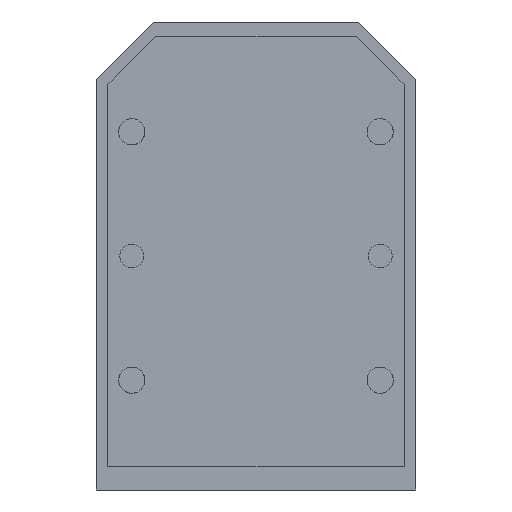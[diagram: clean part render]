
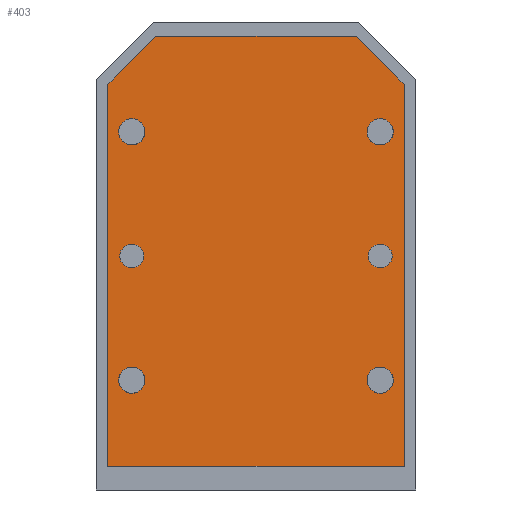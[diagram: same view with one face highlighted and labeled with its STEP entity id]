
A CAD part, left-side view. The second image highlights one B-rep face of the part: STEP entity #403.
In plain terms, the highlighted planar face has unit normal (-1, 0, 0).
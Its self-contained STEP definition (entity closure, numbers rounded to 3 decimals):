
#403 = ADVANCED_FACE( '', ( #903, #904, #905, #906, #907, #908, #909 ), #910, .F. );
#903 = FACE_BOUND( '', #1403, .T. );
#904 = FACE_BOUND( '', #1404, .T. );
#905 = FACE_BOUND( '', #1405, .T. );
#906 = FACE_BOUND( '', #1406, .T. );
#907 = FACE_BOUND( '', #1407, .T. );
#908 = FACE_BOUND( '', #1408, .T. );
#909 = FACE_OUTER_BOUND( '', #1409, .T. );
#910 = PLANE( '', #1410 );
#1403 = EDGE_LOOP( '', ( #2274 ) );
#1404 = EDGE_LOOP( '', ( #2275 ) );
#1405 = EDGE_LOOP( '', ( #2276 ) );
#1406 = EDGE_LOOP( '', ( #2277 ) );
#1407 = EDGE_LOOP( '', ( #2278 ) );
#1408 = EDGE_LOOP( '', ( #2279 ) );
#1409 = EDGE_LOOP( '', ( #2280, #2281, #2282, #2283, #2284, #2285 ) );
#1410 = AXIS2_PLACEMENT_3D( '', #2286, #2287, #2288 );
#2274 = ORIENTED_EDGE( '', *, *, #2392, .T. );
#2275 = ORIENTED_EDGE( '', *, *, #2534, .T. );
#2276 = ORIENTED_EDGE( '', *, *, #2550, .T. );
#2277 = ORIENTED_EDGE( '', *, *, #2557, .T. );
#2278 = ORIENTED_EDGE( '', *, *, #2414, .T. );
#2279 = ORIENTED_EDGE( '', *, *, #2428, .T. );
#2280 = ORIENTED_EDGE( '', *, *, #2373, .F. );
#2281 = ORIENTED_EDGE( '', *, *, #2309, .F. );
#2282 = ORIENTED_EDGE( '', *, *, #2559, .F. );
#2283 = ORIENTED_EDGE( '', *, *, #2319, .F. );
#2284 = ORIENTED_EDGE( '', *, *, #2340, .F. );
#2285 = ORIENTED_EDGE( '', *, *, #2314, .F. );
#2286 = CARTESIAN_POINT( '', ( -120., 31., 95. ) );
#2287 = DIRECTION( '', ( 1., 0., 0. ) );
#2288 = DIRECTION( '', ( 0., -0.707, 0.707 ) );
#2309 = EDGE_CURVE( '', #2641, #2643, #2644, .T. );
#2314 = EDGE_CURVE( '', #2650, #2652, #2653, .T. );
#2319 = EDGE_CURVE( '', #2659, #2661, #2662, .T. );
#2340 = EDGE_CURVE( '', #2652, #2659, #2692, .T. );
#2373 = EDGE_CURVE( '', #2643, #2650, #2746, .T. );
#2392 = EDGE_CURVE( '', #2774, #2774, #2775, .T. );
#2414 = EDGE_CURVE( '', #2810, #2810, #2811, .T. );
#2428 = EDGE_CURVE( '', #2830, #2830, #2831, .T. );
#2534 = EDGE_CURVE( '', #2987, #2987, #2988, .T. );
#2550 = EDGE_CURVE( '', #3006, #3006, #3007, .T. );
#2557 = EDGE_CURVE( '', #3013, #3013, #3014, .T. );
#2559 = EDGE_CURVE( '', #2661, #2641, #3016, .T. );
#2641 = VERTEX_POINT( '', #3108 );
#2643 = VERTEX_POINT( '', #3111 );
#2644 = LINE( '', #3112, #3113 );
#2650 = VERTEX_POINT( '', #3121 );
#2652 = VERTEX_POINT( '', #3124 );
#2653 = LINE( '', #3125, #3126 );
#2659 = VERTEX_POINT( '', #3134 );
#2661 = VERTEX_POINT( '', #3137 );
#2662 = LINE( '', #3138, #3139 );
#2692 = LINE( '', #3174, #3175 );
#2746 = LINE( '', #3236, #3237 );
#2774 = VERTEX_POINT( '', #3271 );
#2775 = CIRCLE( '', #3272, 2.51 );
#2810 = VERTEX_POINT( '', #3308 );
#2811 = CIRCLE( '', #3309, 2.75 );
#2830 = VERTEX_POINT( '', #3328 );
#2831 = CIRCLE( '', #3329, 2.75 );
#2987 = VERTEX_POINT( '', #3518 );
#2988 = CIRCLE( '', #3519, 2.51 );
#3006 = VERTEX_POINT( '', #3540 );
#3007 = CIRCLE( '', #3541, 2.75 );
#3013 = VERTEX_POINT( '', #3548 );
#3014 = CIRCLE( '', #3549, 2.75 );
#3016 = LINE( '', #3551, #3552 );
#3108 = CARTESIAN_POINT( '', ( -120., -31., 5. ) );
#3111 = CARTESIAN_POINT( '', ( -120., 31., 5. ) );
#3112 = CARTESIAN_POINT( '', ( -120., -31., 5. ) );
#3113 = VECTOR( '', #3648, 1000. );
#3121 = CARTESIAN_POINT( '', ( -120., 31., 85. ) );
#3124 = CARTESIAN_POINT( '', ( -120., 21., 95. ) );
#3125 = CARTESIAN_POINT( '', ( -120., 31., 85. ) );
#3126 = VECTOR( '', #3652, 1000. );
#3134 = CARTESIAN_POINT( '', ( -120., -21., 95. ) );
#3137 = CARTESIAN_POINT( '', ( -120., -31., 85. ) );
#3138 = CARTESIAN_POINT( '', ( -120., -21., 95. ) );
#3139 = VECTOR( '', #3656, 1000. );
#3174 = CARTESIAN_POINT( '', ( -120., 21., 95. ) );
#3175 = VECTOR( '', #3686, 1000. );
#3236 = CARTESIAN_POINT( '', ( -120., 31., 5. ) );
#3237 = VECTOR( '', #3742, 1000. );
#3271 = CARTESIAN_POINT( '', ( -120., -24.225, 50.775 ) );
#3272 = AXIS2_PLACEMENT_3D( '', #3761, #3762, #3763 );
#3308 = CARTESIAN_POINT( '', ( -120., -24.055, 76.945 ) );
#3309 = AXIS2_PLACEMENT_3D( '', #3804, #3805, #3806 );
#3328 = CARTESIAN_POINT( '', ( -120., 27.945, 76.945 ) );
#3329 = AXIS2_PLACEMENT_3D( '', #3825, #3826, #3827 );
#3518 = CARTESIAN_POINT( '', ( -120., 27.775, 50.775 ) );
#3519 = AXIS2_PLACEMENT_3D( '', #3966, #3967, #3968 );
#3540 = CARTESIAN_POINT( '', ( -120., 27.945, 24.945 ) );
#3541 = AXIS2_PLACEMENT_3D( '', #3978, #3979, #3980 );
#3548 = CARTESIAN_POINT( '', ( -120., -24.055, 24.945 ) );
#3549 = AXIS2_PLACEMENT_3D( '', #3982, #3983, #3984 );
#3551 = CARTESIAN_POINT( '', ( -120., -31., 85. ) );
#3552 = VECTOR( '', #3985, 1000. );
#3648 = DIRECTION( '', ( 0., 1., 0. ) );
#3652 = DIRECTION( '', ( 0., -0.707, 0.707 ) );
#3656 = DIRECTION( '', ( 0., -0.707, -0.707 ) );
#3686 = DIRECTION( '', ( 0., -1., 0. ) );
#3742 = DIRECTION( '', ( 0., 0., 1. ) );
#3761 = CARTESIAN_POINT( '', ( -120., -26., 49. ) );
#3762 = DIRECTION( '', ( 1., 0., 0. ) );
#3763 = DIRECTION( '', ( 0., 0.707, 0.707 ) );
#3804 = CARTESIAN_POINT( '', ( -120., -26., 75. ) );
#3805 = DIRECTION( '', ( 1., 0., 0. ) );
#3806 = DIRECTION( '', ( 0., 0.707, 0.707 ) );
#3825 = CARTESIAN_POINT( '', ( -120., 26., 75. ) );
#3826 = DIRECTION( '', ( 1., 0., 0. ) );
#3827 = DIRECTION( '', ( 0., 0.707, 0.707 ) );
#3966 = CARTESIAN_POINT( '', ( -120., 26., 49. ) );
#3967 = DIRECTION( '', ( 1., 0., 0. ) );
#3968 = DIRECTION( '', ( 0., 0.707, 0.707 ) );
#3978 = CARTESIAN_POINT( '', ( -120., 26., 23. ) );
#3979 = DIRECTION( '', ( 1., 0., 0. ) );
#3980 = DIRECTION( '', ( 0., 0.707, 0.707 ) );
#3982 = CARTESIAN_POINT( '', ( -120., -26., 23. ) );
#3983 = DIRECTION( '', ( 1., 0., 0. ) );
#3984 = DIRECTION( '', ( 0., 0.707, 0.707 ) );
#3985 = DIRECTION( '', ( 0., 0., -1. ) );
